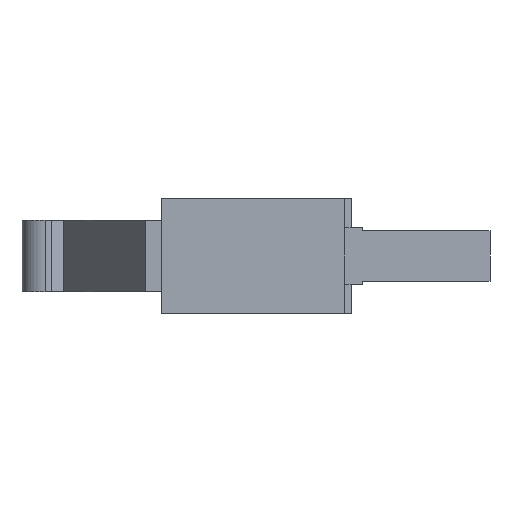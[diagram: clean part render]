
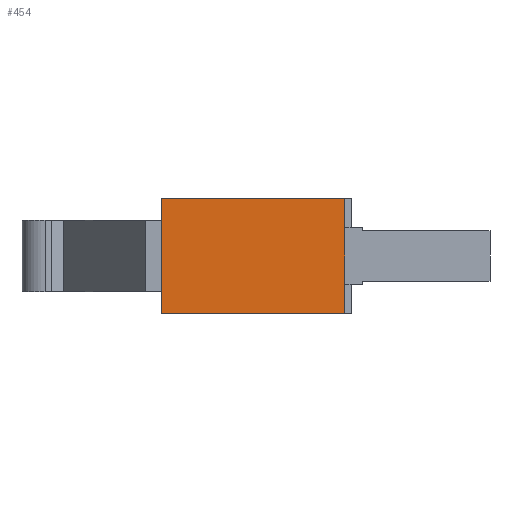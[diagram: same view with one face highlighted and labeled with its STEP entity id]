
A CAD part, left-side view. The second image highlights one B-rep face of the part: STEP entity #454.
In plain terms, the highlighted planar face has unit normal (-1, 0, 0).
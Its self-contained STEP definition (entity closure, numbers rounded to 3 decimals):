
#52 = VERTEX_POINT ( 'NONE', #1237 ) ;
#228 = EDGE_CURVE ( 'NONE', #522, #515, #1454, .T. ) ;
#284 = ORIENTED_EDGE ( 'NONE', *, *, #228, .T. ) ;
#314 = ORIENTED_EDGE ( 'NONE', *, *, #415, .T. ) ;
#315 = EDGE_LOOP ( 'NONE', ( #284, #389, #467, #314 ) ) ;
#389 = ORIENTED_EDGE ( 'NONE', *, *, #883, .F. ) ;
#415 = EDGE_CURVE ( 'NONE', #1554, #522, #579, .T. ) ;
#454 = ADVANCED_FACE ( 'NONE', ( #741 ), #742, .F. ) ;
#467 = ORIENTED_EDGE ( 'NONE', *, *, #1060, .F. ) ;
#515 = VERTEX_POINT ( 'NONE', #1858 ) ;
#522 = VERTEX_POINT ( 'NONE', #1885 ) ;
#579 = LINE ( 'NONE', #580, #581 ) ;
#580 = CARTESIAN_POINT ( 'NONE',  ( -14.6, 7.7, 3.2 ) ) ;
#581 = VECTOR ( 'NONE', #582, 1000. ) ;
#582 = DIRECTION ( 'NONE',  ( 0., 0., -1. ) ) ;
#741 = FACE_OUTER_BOUND ( 'NONE', #315, .T. ) ;
#742 = PLANE ( 'NONE',  #743 ) ;
#743 = AXIS2_PLACEMENT_3D ( 'NONE', #744, #745, #746 ) ;
#744 = CARTESIAN_POINT ( 'NONE',  ( -14.6, -2.5, 3.2 ) ) ;
#745 = DIRECTION ( 'NONE',  ( 1., 0., 0. ) ) ;
#746 = DIRECTION ( 'NONE',  ( 0., 1., 0. ) ) ;
#883 = EDGE_CURVE ( 'NONE', #52, #515, #2358, .T. ) ;
#1060 = EDGE_CURVE ( 'NONE', #1554, #52, #1536, .T. ) ;
#1237 = CARTESIAN_POINT ( 'NONE',  ( -14.6, -2.5, 3.2 ) ) ;
#1454 = LINE ( 'NONE', #1455, #1456 ) ;
#1455 = CARTESIAN_POINT ( 'NONE',  ( -14.6, -2.5, -3.2 ) ) ;
#1456 = VECTOR ( 'NONE', #1457, 1000. ) ;
#1457 = DIRECTION ( 'NONE',  ( 0., -1., 0. ) ) ;
#1536 = LINE ( 'NONE', #1538, #1539 ) ;
#1538 = CARTESIAN_POINT ( 'NONE',  ( -14.6, -2.5, 3.2 ) ) ;
#1539 = VECTOR ( 'NONE', #1540, 1000. ) ;
#1540 = DIRECTION ( 'NONE',  ( 0., -1., 0. ) ) ;
#1554 = VERTEX_POINT ( 'NONE', #1665 ) ;
#1665 = CARTESIAN_POINT ( 'NONE',  ( -14.6, 7.7, 3.2 ) ) ;
#1858 = CARTESIAN_POINT ( 'NONE',  ( -14.6, -2.5, -3.2 ) ) ;
#1885 = CARTESIAN_POINT ( 'NONE',  ( -14.6, 7.7, -3.2 ) ) ;
#2358 = LINE ( 'NONE', #2359, #2360 ) ;
#2359 = CARTESIAN_POINT ( 'NONE',  ( -14.6, -2.5, 3.2 ) ) ;
#2360 = VECTOR ( 'NONE', #2361, 1000. ) ;
#2361 = DIRECTION ( 'NONE',  ( 0., 0., -1. ) ) ;
